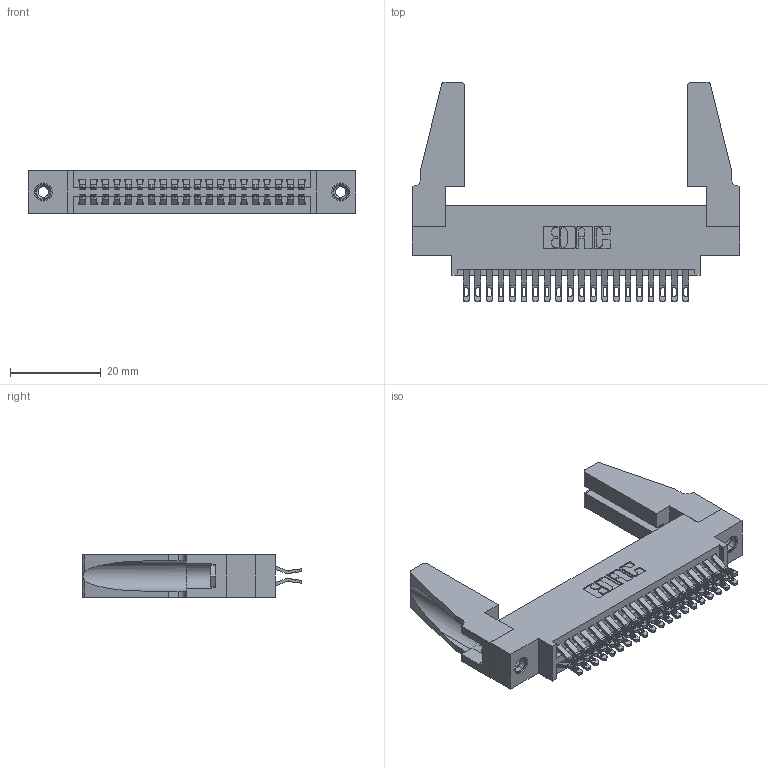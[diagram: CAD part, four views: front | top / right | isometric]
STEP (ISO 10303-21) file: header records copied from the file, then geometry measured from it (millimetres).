
FILE_DESCRIPTION (( 'STEP AP203' ), '1' );
FILE_NAME ('345-040-555-888.STEP', '2019-10-28T18:13:48', ( '' ), ( '' ), 'SwSTEP 2.0', 'SolidWorks 2016', '' );
FILE_SCHEMA (( 'CONFIG_CONTROL_DESIGN' ));
Length unit declared in the file: inch
Products named in the file (5): 345-040-555-888; 345 Part_0.170 Offset - 0.156 Dia-TH; 345-220-078_345-220-088; 345-292-001_555 Tail; 345-250-001_345-250-001-102
Assembly tree (45 placements, depth 2):
  345-040-555-888
    345 Part_0.170 Offset - 0.156 Dia-TH
    345-292-001_555 Tail  x40
    345-250-001_345-250-001-102  x2
    345-220-078_345-220-088  x2
Bounding box: 72.03 x 48.31 x 9.4 mm (x, y, z)
Volume: 10048.4 mm3; surface area: 13288.6 mm2
Topology: 45 solids, 45 shells, 2494 faces, 7747 edges, 5154 vertices
Faces by surface type: plane 1396, cylinder 1082, cone 12, torus 4
Entity records: 21260 total; most frequent: CARTESIAN_POINT 3616, ORIENTED_EDGE 3480, DIRECTION 3188, EDGE_CURVE 1740, LINE 1466, VECTOR 1466, VERTEX_POINT 1154, AXIS2_PLACEMENT_3D 861
